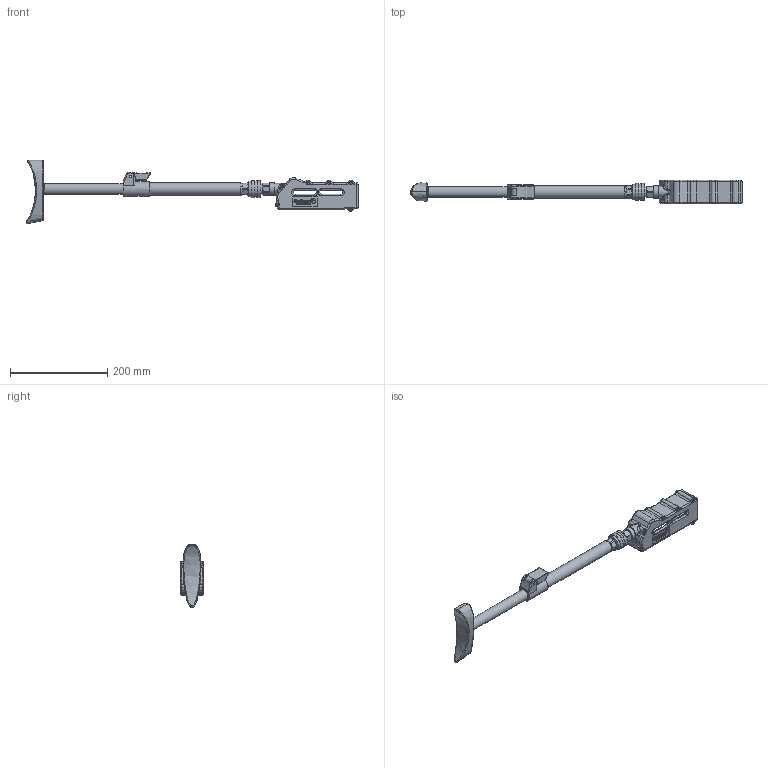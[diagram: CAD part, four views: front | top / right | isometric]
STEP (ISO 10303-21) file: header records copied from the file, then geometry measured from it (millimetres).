
FILE_DESCRIPTION(/* description */ ('Unknown'),/* implementation_level */ '2;1');
FILE_NAME(/* name */ '203900500',/* time_stamp */ '2021-04-20T11:09:18+02:00',/* author */ ('Unknown'),/* organization */ ('Unknown'),/* preprocessor_version */ 'ST-DEVELOPER v16.7',/* originating_system */ 'Solid Edge',/* authorisation */ 'Unknown');
FILE_SCHEMA (('AUTOMOTIVE_DESIGN {1 0 10303 214 3 1 1}'));
Length unit declared in the file: millimetre
Products named in the file (1): 203900500
Bounding box: 681.24 x 48 x 130.06 mm (x, y, z)
Volume: 471815 mm3; surface area: 126386.3 mm2
Topology: 1 solids, 1 shells, 1123 faces, 2847 edges, 1828 vertices
Faces by surface type: plane 596, cylinder 202, bspline 183, torus 88, cone 30, sphere 24
Full cylindrical faces by diameter (mm): 3.5 x1, 3.6 x1, 4.85 x8, 5 x3, 5.199 x8, 6.8 x6, 7 x6, 14 x2, 15.33 x1, 18.1 x1, 20 x1, 21.5 x1, 21.698 x1, 21.998 x1, 23 x1, 23.2 x1, 24.548 x1, 24.997 x1, 26 x1, 26.447 x1, 27.897 x3, 28.2 x2, 29.997 x1, 30.897 x1, 31.2 x1, 32.2 x1, 34.2 x1, 35 x2
Entity records: 43969 total; most frequent: CARTESIAN_POINT 20247, ORIENTED_EDGE 5280, DIRECTION 3900, EDGE_CURVE 2640, VERTEX_POINT 1769, AXIS2_PLACEMENT_3D 1520, EDGE_LOOP 1429, FACE_BOUND 1429
